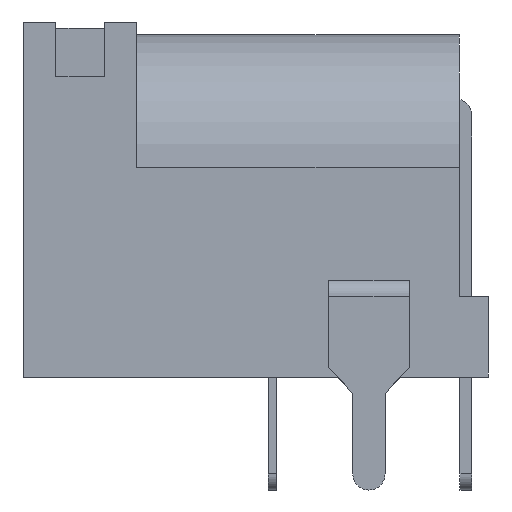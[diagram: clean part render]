
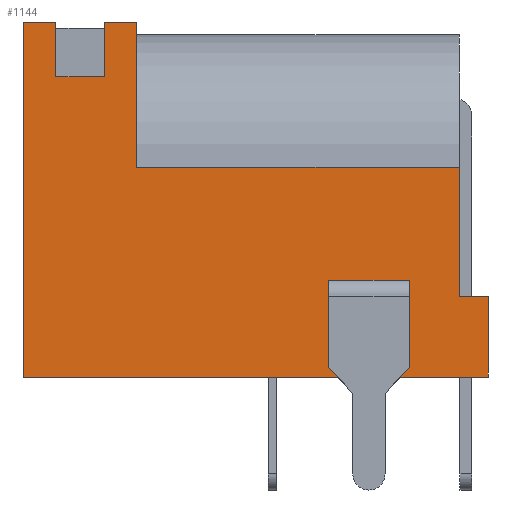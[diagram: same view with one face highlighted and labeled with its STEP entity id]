
A CAD part, front view. The second image highlights one B-rep face of the part: STEP entity #1144.
In plain terms, the highlighted planar face has unit normal (0, -1, 0).
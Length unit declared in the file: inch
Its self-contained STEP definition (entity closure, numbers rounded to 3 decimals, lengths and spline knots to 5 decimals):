
#2 = VERTEX_POINT ( 'NONE', #248 ) ;
#67 = CARTESIAN_POINT ( 'NONE',  ( -0.5, -0.17717, 0.36614 ) ) ;
#87 = ORIENTED_EDGE ( 'NONE', *, *, #331, .T. ) ;
#94 = ORIENTED_EDGE ( 'NONE', *, *, #948, .T. ) ;
#102 = DIRECTION ( 'NONE',  ( 0., 0., 1. ) ) ;
#120 = CARTESIAN_POINT ( 'NONE',  ( 0.02756, -0.17717, 0.43307 ) ) ;
#132 = VERTEX_POINT ( 'NONE', #1124 ) ;
#152 = VERTEX_POINT ( 'NONE', #725 ) ;
#158 = ORIENTED_EDGE ( 'NONE', *, *, #1389, .F. ) ;
#176 = EDGE_CURVE ( 'NONE', #894, #419, #1088, .T. ) ;
#181 = VERTEX_POINT ( 'NONE', #1773 ) ;
#202 = CARTESIAN_POINT ( 'NONE',  ( -0.53937, -0.17717, 0.43307 ) ) ;
#232 = VERTEX_POINT ( 'NONE', #833 ) ;
#236 = ORIENTED_EDGE ( 'NONE', *, *, #1216, .T. ) ;
#248 = CARTESIAN_POINT ( 'NONE',  ( -0.00787, -0.17717, 0.09843 ) ) ;
#251 = VERTEX_POINT ( 'NONE', #973 ) ;
#256 = ORIENTED_EDGE ( 'NONE', *, *, #1666, .T. ) ;
#266 = ORIENTED_EDGE ( 'NONE', *, *, #490, .F. ) ;
#268 = CARTESIAN_POINT ( 'NONE',  ( 0.02756, -0.17717, 0. ) ) ;
#277 = ORIENTED_EDGE ( 'NONE', *, *, #940, .F. ) ;
#286 = ORIENTED_EDGE ( 'NONE', *, *, #1181, .T. ) ;
#290 = EDGE_CURVE ( 'NONE', #1226, #1217, #1021, .T. ) ;
#294 = ORIENTED_EDGE ( 'NONE', *, *, #1894, .F. ) ;
#301 = ORIENTED_EDGE ( 'NONE', *, *, #1073, .F. ) ;
#303 = DIRECTION ( 'NONE',  ( 0., 0., 1. ) ) ;
#308 = ORIENTED_EDGE ( 'NONE', *, *, #176, .F. ) ;
#309 = DIRECTION ( 'NONE',  ( 0., 0., 1. ) ) ;
#323 = ORIENTED_EDGE ( 'NONE', *, *, #1898, .T. ) ;
#324 = CARTESIAN_POINT ( 'NONE',  ( -0.5, -0.17717, 0.36614 ) ) ;
#331 = EDGE_CURVE ( 'NONE', #805, #1261, #1045, .T. ) ;
#332 = ORIENTED_EDGE ( 'NONE', *, *, #649, .T. ) ;
#337 = VERTEX_POINT ( 'NONE', #1399 ) ;
#355 = ORIENTED_EDGE ( 'NONE', *, *, #1697, .F. ) ;
#369 = ORIENTED_EDGE ( 'NONE', *, *, #290, .T. ) ;
#375 = ORIENTED_EDGE ( 'NONE', *, *, #1240, .F. ) ;
#382 = CARTESIAN_POINT ( 'NONE',  ( -0.00787, -0.17717, 0.25591 ) ) ;
#398 = ORIENTED_EDGE ( 'NONE', *, *, #1550, .F. ) ;
#405 = ORIENTED_EDGE ( 'NONE', *, *, #1130, .F. ) ;
#419 = VERTEX_POINT ( 'NONE', #1907 ) ;
#452 = CARTESIAN_POINT ( 'NONE',  ( 0.02756, -0.17717, 0.43307 ) ) ;
#470 = VERTEX_POINT ( 'NONE', #268 ) ;
#490 = EDGE_CURVE ( 'NONE', #1437, #2, #1911, .T. ) ;
#492 = CARTESIAN_POINT ( 'NONE',  ( -0.40157, -0.17717, 0.43307 ) ) ;
#513 = VERTEX_POINT ( 'NONE', #1627 ) ;
#543 = VECTOR ( 'NONE', #102, 39.37008 ) ;
#558 = CARTESIAN_POINT ( 'NONE',  ( -0.16732, -0.17717, -0.1378 ) ) ;
#560 = LINE ( 'NONE', #1211, #543 ) ;
#564 = CARTESIAN_POINT ( 'NONE',  ( -0.0689, -0.17717, -0.1378 ) ) ;
#573 = VECTOR ( 'NONE', #1609, 39.37008 ) ;
#583 = DIRECTION ( 'NONE',  ( -1., 0., 0. ) ) ;
#585 = DIRECTION ( 'NONE',  ( 1., 0., 0. ) ) ;
#590 = DIRECTION ( 'NONE',  ( 0., 0., -1. ) ) ;
#610 = CARTESIAN_POINT ( 'NONE',  ( 0.02756, -0.17717, 0.43307 ) ) ;
#631 = LINE ( 'NONE', #1605, #573 ) ;
#645 = EDGE_LOOP ( 'NONE', ( #398, #405, #332, #323, #308, #301, #294, #286, #277, #266, #256, #236, #369, #355, #375, #94, #87, #158 ) ) ;
#646 = DIRECTION ( 'NONE',  ( 0., 0., 1. ) ) ;
#649 = EDGE_CURVE ( 'NONE', #1328, #132, #1786, .T. ) ;
#670 = VECTOR ( 'NONE', #583, 39.37008 ) ;
#714 = CARTESIAN_POINT ( 'NONE',  ( -0.00787, -0.17717, 0.09843 ) ) ;
#720 = LINE ( 'NONE', #1577, #670 ) ;
#725 = CARTESIAN_POINT ( 'NONE',  ( -0.5, -0.17717, 0.36614 ) ) ;
#730 = DIRECTION ( 'NONE',  ( 0., 0., 1. ) ) ;
#800 = LINE ( 'NONE', #202, #804 ) ;
#804 = VECTOR ( 'NONE', #1790, 39.37008 ) ;
#805 = VERTEX_POINT ( 'NONE', #989 ) ;
#815 = DIRECTION ( 'NONE',  ( 0., 0., 1. ) ) ;
#827 = CARTESIAN_POINT ( 'NONE',  ( -0.53937, -0.17717, 0. ) ) ;
#833 = CARTESIAN_POINT ( 'NONE',  ( 0.02756, -0.17717, 0.09843 ) ) ;
#894 = VERTEX_POINT ( 'NONE', #1156 ) ;
#940 = EDGE_CURVE ( 'NONE', #2, #232, #1626, .T. ) ;
#948 = EDGE_CURVE ( 'NONE', #152, #805, #1624, .T. ) ;
#973 = CARTESIAN_POINT ( 'NONE',  ( -0.44094, -0.17717, 0.36614 ) ) ;
#989 = CARTESIAN_POINT ( 'NONE',  ( -0.5, -0.17717, 0.43307 ) ) ;
#995 = VECTOR ( 'NONE', #1638, 39.37008 ) ;
#1014 = VECTOR ( 'NONE', #1110, 39.37008 ) ;
#1021 = LINE ( 'NONE', #610, #1014 ) ;
#1039 = DIRECTION ( 'NONE',  ( 0.682, 0., 0.731 ) ) ;
#1044 = CARTESIAN_POINT ( 'NONE',  ( -0.1378, -0.17717, -0.01985 ) ) ;
#1045 = LINE ( 'NONE', #452, #995 ) ;
#1067 = CARTESIAN_POINT ( 'NONE',  ( -0.40157, -0.17717, 0.25591 ) ) ;
#1073 = EDGE_CURVE ( 'NONE', #513, #894, #1531, .T. ) ;
#1085 = VECTOR ( 'NONE', #815, 39.37008 ) ;
#1087 = DIRECTION ( 'NONE',  ( -1., 0., 0. ) ) ;
#1088 = LINE ( 'NONE', #564, #1085 ) ;
#1110 = DIRECTION ( 'NONE',  ( -1., 0., 0. ) ) ;
#1124 = CARTESIAN_POINT ( 'NONE',  ( -0.16732, -0.17717, 0.11811 ) ) ;
#1130 = EDGE_CURVE ( 'NONE', #1328, #181, #1492, .T. ) ;
#1144 = ADVANCED_FACE ( 'NONE', ( #1511 ), #1738, .T. ) ;
#1156 = CARTESIAN_POINT ( 'NONE',  ( -0.0689, -0.17717, 0.01181 ) ) ;
#1173 = DIRECTION ( 'NONE',  ( 0., 0., 1. ) ) ;
#1181 = EDGE_CURVE ( 'NONE', #470, #232, #1474, .T. ) ;
#1211 = CARTESIAN_POINT ( 'NONE',  ( -0.44094, -0.17717, 0.36614 ) ) ;
#1216 = EDGE_CURVE ( 'NONE', #337, #1226, #1435, .T. ) ;
#1217 = VERTEX_POINT ( 'NONE', #1519 ) ;
#1221 = DIRECTION ( 'NONE',  ( 0., -1., 0. ) ) ;
#1225 = CARTESIAN_POINT ( 'NONE',  ( 0.02756, -0.17717, 0.43307 ) ) ;
#1226 = VERTEX_POINT ( 'NONE', #492 ) ;
#1239 = DIRECTION ( 'NONE',  ( 1., 0., 0. ) ) ;
#1240 = EDGE_CURVE ( 'NONE', #152, #251, #1452, .T. ) ;
#1246 = CARTESIAN_POINT ( 'NONE',  ( -0.16732, -0.17717, 0.01181 ) ) ;
#1260 = VECTOR ( 'NONE', #1239, 39.37008 ) ;
#1261 = VERTEX_POINT ( 'NONE', #1897 ) ;
#1268 = LINE ( 'NONE', #1901, #1315 ) ;
#1272 = LINE ( 'NONE', #1526, #1260 ) ;
#1285 = AXIS2_PLACEMENT_3D ( 'NONE', #120, #1221, #303 ) ;
#1315 = VECTOR ( 'NONE', #1087, 39.37008 ) ;
#1328 = VERTEX_POINT ( 'NONE', #1246 ) ;
#1350 = VERTEX_POINT ( 'NONE', #827 ) ;
#1389 = EDGE_CURVE ( 'NONE', #1350, #1261, #800, .T. ) ;
#1399 = CARTESIAN_POINT ( 'NONE',  ( -0.40157, -0.17717, 0.25591 ) ) ;
#1434 = VECTOR ( 'NONE', #646, 39.37008 ) ;
#1435 = LINE ( 'NONE', #1067, #1434 ) ;
#1437 = VERTEX_POINT ( 'NONE', #382 ) ;
#1438 = VECTOR ( 'NONE', #1755, 39.37008 ) ;
#1452 = LINE ( 'NONE', #324, #1438 ) ;
#1474 = LINE ( 'NONE', #1225, #1487 ) ;
#1487 = VECTOR ( 'NONE', #309, 39.37008 ) ;
#1491 = VECTOR ( 'NONE', #1621, 39.37008 ) ;
#1492 = LINE ( 'NONE', #1044, #1491 ) ;
#1511 = FACE_OUTER_BOUND ( 'NONE', #645, .T. ) ;
#1519 = CARTESIAN_POINT ( 'NONE',  ( -0.44094, -0.17717, 0.43307 ) ) ;
#1526 = CARTESIAN_POINT ( 'NONE',  ( -0.0689, -0.17717, 0.11811 ) ) ;
#1531 = LINE ( 'NONE', #1857, #1563 ) ;
#1550 = EDGE_CURVE ( 'NONE', #181, #1350, #720, .T. ) ;
#1563 = VECTOR ( 'NONE', #1039, 39.37008 ) ;
#1577 = CARTESIAN_POINT ( 'NONE',  ( 0.02756, -0.17717, 0. ) ) ;
#1605 = CARTESIAN_POINT ( 'NONE',  ( 0.02756, -0.17717, 0.25591 ) ) ;
#1609 = DIRECTION ( 'NONE',  ( -1., 0., 0. ) ) ;
#1621 = DIRECTION ( 'NONE',  ( 0.682, 0., -0.731 ) ) ;
#1622 = VECTOR ( 'NONE', #585, 39.37008 ) ;
#1624 = LINE ( 'NONE', #67, #1647 ) ;
#1626 = LINE ( 'NONE', #1828, #1622 ) ;
#1627 = CARTESIAN_POINT ( 'NONE',  ( -0.07991, -0.17717, 0. ) ) ;
#1638 = DIRECTION ( 'NONE',  ( -1., 0., 0. ) ) ;
#1647 = VECTOR ( 'NONE', #1173, 39.37008 ) ;
#1666 = EDGE_CURVE ( 'NONE', #1437, #337, #631, .T. ) ;
#1697 = EDGE_CURVE ( 'NONE', #251, #1217, #560, .T. ) ;
#1738 = PLANE ( 'NONE',  #1285 ) ;
#1755 = DIRECTION ( 'NONE',  ( 1., 0., 0. ) ) ;
#1773 = CARTESIAN_POINT ( 'NONE',  ( -0.15631, -0.17717, 0. ) ) ;
#1786 = LINE ( 'NONE', #558, #1789 ) ;
#1789 = VECTOR ( 'NONE', #730, 39.37008 ) ;
#1790 = DIRECTION ( 'NONE',  ( 0., 0., 1. ) ) ;
#1828 = CARTESIAN_POINT ( 'NONE',  ( 0.02756, -0.17717, 0.09843 ) ) ;
#1857 = CARTESIAN_POINT ( 'NONE',  ( -0.09843, -0.17717, -0.01985 ) ) ;
#1894 = EDGE_CURVE ( 'NONE', #470, #513, #1268, .T. ) ;
#1897 = CARTESIAN_POINT ( 'NONE',  ( -0.53937, -0.17717, 0.43307 ) ) ;
#1898 = EDGE_CURVE ( 'NONE', #132, #419, #1272, .T. ) ;
#1901 = CARTESIAN_POINT ( 'NONE',  ( 0.02756, -0.17717, 0. ) ) ;
#1904 = VECTOR ( 'NONE', #590, 39.37008 ) ;
#1907 = CARTESIAN_POINT ( 'NONE',  ( -0.0689, -0.17717, 0.11811 ) ) ;
#1911 = LINE ( 'NONE', #714, #1904 ) ;
